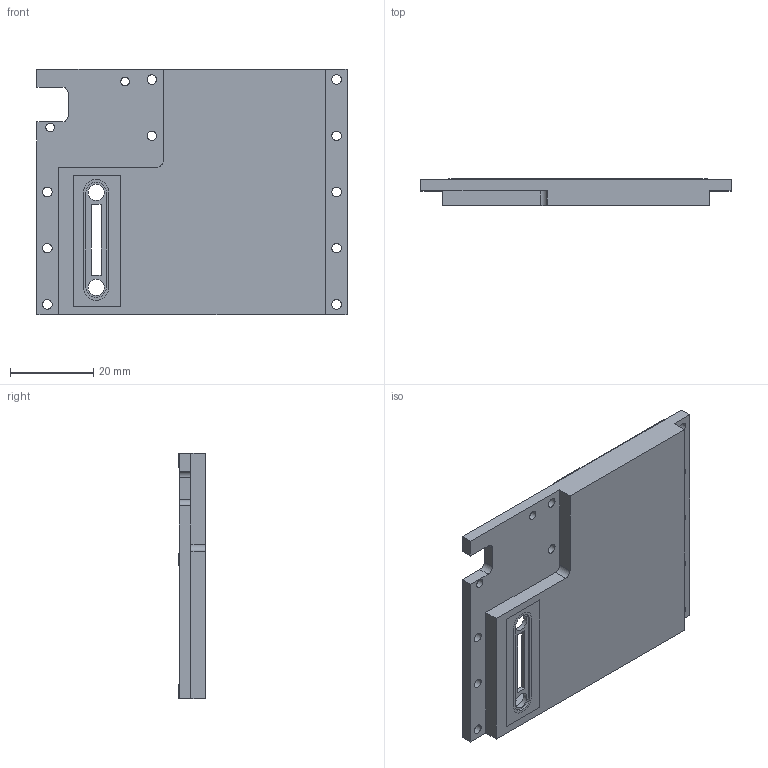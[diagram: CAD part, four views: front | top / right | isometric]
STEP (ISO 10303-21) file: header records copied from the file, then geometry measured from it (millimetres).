
FILE_DESCRIPTION(/* description */ (''),/* implementation_level */ '2;1');
FILE_NAME(/* name */ 'Pressfit Insert Bottom Face.step',/* time_stamp */ '2023-11-25T10:32:33-06:00',/* author */ (''),/* organization */ (''),/* preprocessor_version */ 'ST-DEVELOPER v20',/* originating_system */ 'Autodesk Translation Framework v12.14.0.127',/* authorisation */ '');
FILE_SCHEMA (('AUTOMOTIVE_DESIGN { 1 0 10303 214 3 1 1 }'));
Length unit declared in the file: millimetre
Products named in the file (2): Generate Drawings for John Full; BottomPieceFinalized v1
Assembly tree (1 placements, depth 2):
  Generate Drawings for John Full
    BottomPieceFinalized v1
Bounding box: 74.46 x 6.48 x 59 mm (x, y, z)
Volume: 12393.8 mm3; surface area: 14447.9 mm2
Topology: 3 solids, 12 shells, 204 faces, 630 edges, 436 vertices
Faces by surface type: plane 141, cylinder 63
Full cylindrical faces by diameter (mm): 2.1 x2, 2.272 x1, 2.275 x1, 2.28 x5, 2.281 x1, 2.329 x2, 3.9 x2, 4.801 x3, 6 x3, 10 x3
Entity records: 7246 total; most frequent: CARTESIAN_POINT 1273, DIRECTION 1200, ORIENTED_EDGE 1100, EDGE_CURVE 630, LINE 474, VECTOR 474, VERTEX_POINT 436, AXIS2_PLACEMENT_3D 363
